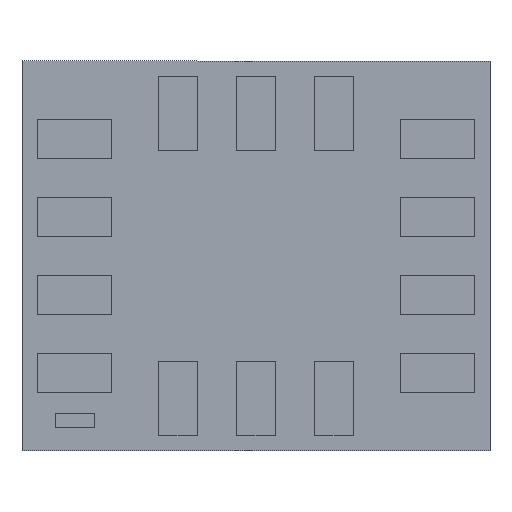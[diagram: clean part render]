
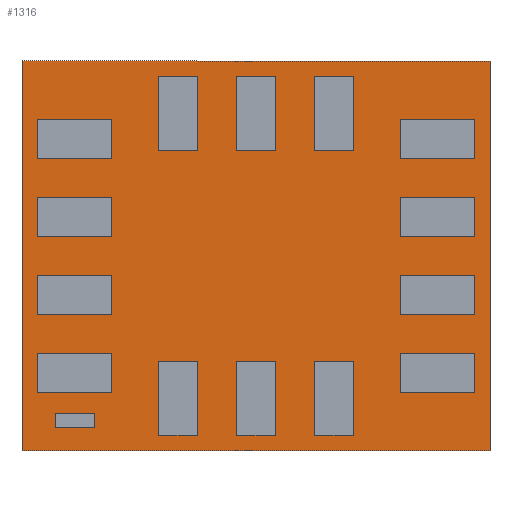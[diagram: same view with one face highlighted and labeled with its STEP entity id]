
A CAD part, front view. The second image highlights one B-rep face of the part: STEP entity #1316.
In plain terms, the highlighted planar face has unit normal (0, -1, 0).
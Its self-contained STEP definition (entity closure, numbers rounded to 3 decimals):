
#53 = VECTOR ( 'NONE', #203, 1000. ) ;
#160 = DIRECTION ( 'NONE',  ( 0., 0., -1. ) ) ;
#172 = LINE ( 'NONE', #220, #3071 ) ;
#187 = ORIENTED_EDGE ( 'NONE', *, *, #2634, .F. ) ;
#203 = DIRECTION ( 'NONE',  ( 0., 0., -1. ) ) ;
#206 = CARTESIAN_POINT ( 'NONE',  ( 0., 0., 0. ) ) ;
#220 = CARTESIAN_POINT ( 'NONE',  ( -1.037, 0., -1.1 ) ) ;
#237 = LINE ( 'NONE', #1651, #1482 ) ;
#325 = ORIENTED_EDGE ( 'NONE', *, *, #2781, .F. ) ;
#368 = EDGE_CURVE ( 'NONE', #2589, #1660, #378, .T. ) ;
#378 = LINE ( 'NONE', #1595, #2180 ) ;
#425 = DIRECTION ( 'NONE',  ( 1., 0., 0. ) ) ;
#523 = DIRECTION ( 'NONE',  ( 1., 0., 0. ) ) ;
#555 = LINE ( 'NONE', #1245, #1616 ) ;
#673 = CARTESIAN_POINT ( 'NONE',  ( -1.5, 0., -1.25 ) ) ;
#722 = EDGE_CURVE ( 'NONE', #2504, #1285, #555, .T. ) ;
#847 = CARTESIAN_POINT ( 'NONE',  ( -1.287, 0., -1.1 ) ) ;
#865 = DIRECTION ( 'NONE',  ( 0., 0., 1. ) ) ;
#869 = VERTEX_POINT ( 'NONE', #2650 ) ;
#893 = CARTESIAN_POINT ( 'NONE',  ( -1.5, 0., 1.25 ) ) ;
#915 = EDGE_LOOP ( 'NONE', ( #1324, #974, #2157, #2078 ) ) ;
#945 = CARTESIAN_POINT ( 'NONE',  ( 1.5, 0., 1.25 ) ) ;
#974 = ORIENTED_EDGE ( 'NONE', *, *, #1617, .F. ) ;
#988 = LINE ( 'NONE', #3118, #53 ) ;
#998 = DIRECTION ( 'NONE',  ( -1., 0., 0. ) ) ;
#1109 = DIRECTION ( 'NONE',  ( -1., 0., 0. ) ) ;
#1179 = CARTESIAN_POINT ( 'NONE',  ( 1.5, 0., -1.25 ) ) ;
#1239 = ORIENTED_EDGE ( 'NONE', *, *, #1914, .F. ) ;
#1245 = CARTESIAN_POINT ( 'NONE',  ( -1.037, 0., -1.1 ) ) ;
#1285 = VERTEX_POINT ( 'NONE', #2124 ) ;
#1316 = ADVANCED_FACE ( 'NONE', ( #2241, #1465 ), #2158, .F. ) ;
#1324 = ORIENTED_EDGE ( 'NONE', *, *, #722, .F. ) ;
#1465 = FACE_OUTER_BOUND ( 'NONE', #2117, .T. ) ;
#1482 = VECTOR ( 'NONE', #160, 1000. ) ;
#1595 = CARTESIAN_POINT ( 'NONE',  ( -1.037, 0., -1.01 ) ) ;
#1616 = VECTOR ( 'NONE', #523, 1000. ) ;
#1617 = EDGE_CURVE ( 'NONE', #1660, #2504, #237, .T. ) ;
#1651 = CARTESIAN_POINT ( 'NONE',  ( -1.287, 0., -1.1 ) ) ;
#1660 = VERTEX_POINT ( 'NONE', #2139 ) ;
#1679 = DIRECTION ( 'NONE',  ( 0., 0., 1. ) ) ;
#1762 = LINE ( 'NONE', #1179, #1919 ) ;
#1893 = CARTESIAN_POINT ( 'NONE',  ( 1.5, 0., -1.25 ) ) ;
#1914 = EDGE_CURVE ( 'NONE', #2203, #869, #2617, .T. ) ;
#1919 = VECTOR ( 'NONE', #998, 1000. ) ;
#1958 = LINE ( 'NONE', #2378, #2513 ) ;
#1981 = AXIS2_PLACEMENT_3D ( 'NONE', #206, #2382, #865 ) ;
#2078 = ORIENTED_EDGE ( 'NONE', *, *, #2671, .F. ) ;
#2117 = EDGE_LOOP ( 'NONE', ( #2569, #325, #187, #1239 ) ) ;
#2124 = CARTESIAN_POINT ( 'NONE',  ( -1.037, 0., -1.1 ) ) ;
#2139 = CARTESIAN_POINT ( 'NONE',  ( -1.287, 0., -1.01 ) ) ;
#2157 = ORIENTED_EDGE ( 'NONE', *, *, #368, .F. ) ;
#2158 = PLANE ( 'NONE',  #1981 ) ;
#2180 = VECTOR ( 'NONE', #1109, 1000. ) ;
#2203 = VERTEX_POINT ( 'NONE', #893 ) ;
#2241 = FACE_BOUND ( 'NONE', #915, .T. ) ;
#2269 = VERTEX_POINT ( 'NONE', #1893 ) ;
#2378 = CARTESIAN_POINT ( 'NONE',  ( -1.5, 0., 1.25 ) ) ;
#2382 = DIRECTION ( 'NONE',  ( 0., 1., 0. ) ) ;
#2389 = CARTESIAN_POINT ( 'NONE',  ( -1.037, 0., -1.01 ) ) ;
#2504 = VERTEX_POINT ( 'NONE', #847 ) ;
#2513 = VECTOR ( 'NONE', #1679, 1000. ) ;
#2569 = ORIENTED_EDGE ( 'NONE', *, *, #3157, .F. ) ;
#2589 = VERTEX_POINT ( 'NONE', #2389 ) ;
#2617 = LINE ( 'NONE', #945, #2924 ) ;
#2634 = EDGE_CURVE ( 'NONE', #869, #2269, #988, .T. ) ;
#2642 = VERTEX_POINT ( 'NONE', #673 ) ;
#2650 = CARTESIAN_POINT ( 'NONE',  ( 1.5, 0., 1.25 ) ) ;
#2666 = DIRECTION ( 'NONE',  ( 0., 0., 1. ) ) ;
#2671 = EDGE_CURVE ( 'NONE', #1285, #2589, #172, .T. ) ;
#2781 = EDGE_CURVE ( 'NONE', #2269, #2642, #1762, .T. ) ;
#2924 = VECTOR ( 'NONE', #425, 1000. ) ;
#3071 = VECTOR ( 'NONE', #2666, 1000. ) ;
#3118 = CARTESIAN_POINT ( 'NONE',  ( 1.5, 0., 1.25 ) ) ;
#3157 = EDGE_CURVE ( 'NONE', #2642, #2203, #1958, .T. ) ;
